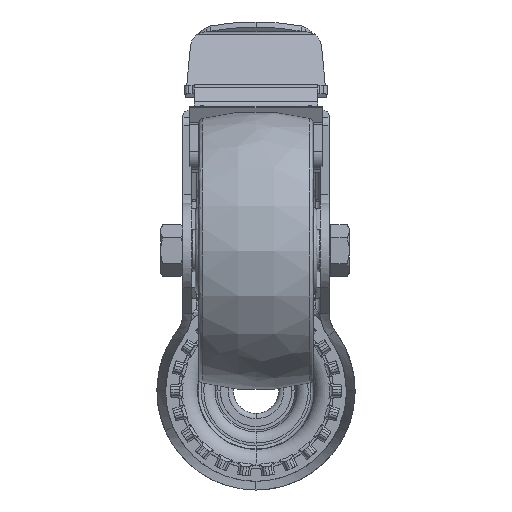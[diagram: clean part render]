
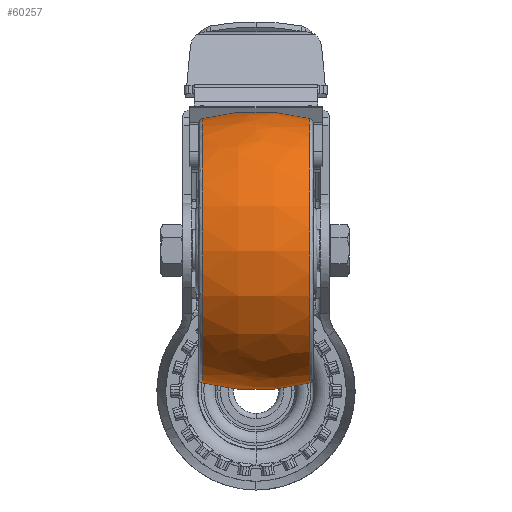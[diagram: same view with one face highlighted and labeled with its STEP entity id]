
A CAD part, front view. The second image highlights one B-rep face of the part: STEP entity #60257.
In plain terms, the highlighted free-form (B-spline) face has degree [3, 3] with [4, 4] control points.
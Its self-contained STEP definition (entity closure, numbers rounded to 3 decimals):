
#40 = CARTESIAN_POINT ( 'NONE',  ( -15.385, 0., -37.994 ) ) ;
#3132 = FACE_OUTER_BOUND ( 'NONE', #81782, .T. ) ;
#3348 = VERTEX_POINT ( 'NONE', #86075 ) ;
#6618 = CARTESIAN_POINT ( 'NONE',  ( 5.245, -81.368, -40.684 ) ) ;
#12172 = CIRCLE ( 'NONE', #31510, 37.994 ) ;
#14794 = CARTESIAN_POINT ( 'NONE',  ( 5.245, 0., 40.684 ) ) ;
#19411 = ORIENTED_EDGE ( 'NONE', *, *, #71698, .T. ) ;
#21897 = CARTESIAN_POINT ( 'NONE',  ( 15.385, 0., 37.994 ) ) ;
#22237 = ORIENTED_EDGE ( 'NONE', *, *, #59293, .T. ) ;
#22489 = ORIENTED_EDGE ( 'NONE', *, *, #61928, .F. ) ;
#22916 = CARTESIAN_POINT ( 'NONE',  ( 15.385, -75.988, -37.994 ) ) ;
#22936 = VERTEX_POINT ( 'NONE', #40 ) ;
#24129 = DIRECTION ( 'NONE',  ( -1., 0., 0. ) ) ;
#24259 = VERTEX_POINT ( 'NONE', #21897 ) ;
#24392 = DIRECTION ( 'NONE',  ( 0., 1., 0. ) ) ;
#30756 = CARTESIAN_POINT ( 'NONE',  ( -15.385, -75.988, 37.994 ) ) ;
#31093 = CARTESIAN_POINT ( 'NONE',  ( 15.385, 0., 37.994 ) ) ;
#31510 = AXIS2_PLACEMENT_3D ( 'NONE', #44047, #100554, #52216 ) ;
#36158 = DIRECTION ( 'NONE',  ( 0., -1., 0. ) ) ;
#38464 = CARTESIAN_POINT ( 'NONE',  ( -15.385, 0., -37.994 ) ) ;
#38772 = AXIS2_PLACEMENT_3D ( 'NONE', #72591, #24129, #80717 ) ;
#38809 = CARTESIAN_POINT ( 'NONE',  ( -5.245, 0., -40.684 ) ) ;
#40166 = AXIS2_PLACEMENT_3D ( 'NONE', #84651, #36158, #92744 ) ;
#44047 = CARTESIAN_POINT ( 'NONE',  ( -15.385, 0., 0. ) ) ;
#46995 = CARTESIAN_POINT ( 'NONE',  ( -5.245, -81.368, 40.684 ) ) ;
#48138 = EDGE_CURVE ( 'NONE', #61573, #24259, #54703, .T. ) ;
#52216 = DIRECTION ( 'NONE',  ( 0., 0., 1. ) ) ;
#54703 = CIRCLE ( 'NONE', #38772, 37.994 ) ;
#55154 = CARTESIAN_POINT ( 'NONE',  ( 5.245, 0., -40.684 ) ) ;
#57348 =( BOUNDED_SURFACE ( )  B_SPLINE_SURFACE ( 3, 3, ( 
 ( #38464, #79180, #30756, #87303 ),
 ( #38809, #95399, #46995, #103494 ),
 ( #55154, #6618, #63284, #14794 ),
 ( #71377, #22916, #79531, #31093 ) ),
 .UNSPECIFIED., .F., .F., .F. ) 
 B_SPLINE_SURFACE_WITH_KNOTS ( ( 4, 4 ),
 ( 4, 4 ),
 ( 0., 1. ),
 ( 0., 1. ),
 .UNSPECIFIED. ) 
 GEOMETRIC_REPRESENTATION_ITEM ( )  RATIONAL_B_SPLINE_SURFACE ( (
 ( 1., 0.333, 0.333, 1.),
 ( 0.978, 0.326, 0.326, 0.978),
 ( 0.978, 0.326, 0.326, 0.978),
 ( 1., 0.333, 0.333, 1.) ) ) 
 REPRESENTATION_ITEM ( '' )  SURFACE ( )  );
#59293 = EDGE_CURVE ( 'NONE', #3348, #22936, #12172, .T. ) ;
#60257 = ADVANCED_FACE ( 'NONE', ( #3132 ), #57348, .T. ) ;
#61573 = VERTEX_POINT ( 'NONE', #97692 ) ;
#61928 = EDGE_CURVE ( 'NONE', #3348, #24259, #68456, .T. ) ;
#63284 = CARTESIAN_POINT ( 'NONE',  ( 5.245, -81.368, 40.684 ) ) ;
#65249 = CIRCLE ( 'NONE', #40166, 60. ) ;
#68456 = CIRCLE ( 'NONE', #77823, 60. ) ;
#71377 = CARTESIAN_POINT ( 'NONE',  ( 15.385, 0., -37.994 ) ) ;
#71698 = EDGE_CURVE ( 'NONE', #22936, #61573, #65249, .T. ) ;
#72591 = CARTESIAN_POINT ( 'NONE',  ( 15.385, 0., 0. ) ) ;
#72850 = CARTESIAN_POINT ( 'NONE',  ( 0., 0., -20. ) ) ;
#77823 = AXIS2_PLACEMENT_3D ( 'NONE', #72850, #24392, #80978 ) ;
#79180 = CARTESIAN_POINT ( 'NONE',  ( -15.385, -75.988, -37.994 ) ) ;
#79531 = CARTESIAN_POINT ( 'NONE',  ( 15.385, -75.988, 37.994 ) ) ;
#80717 = DIRECTION ( 'NONE',  ( 0., 0., 1. ) ) ;
#80978 = DIRECTION ( 'NONE',  ( 0., 0., 1. ) ) ;
#81782 = EDGE_LOOP ( 'NONE', ( #22237, #19411, #89319, #22489 ) ) ;
#84651 = CARTESIAN_POINT ( 'NONE',  ( 0., 0., 20. ) ) ;
#86075 = CARTESIAN_POINT ( 'NONE',  ( -15.385, 0., 37.994 ) ) ;
#87303 = CARTESIAN_POINT ( 'NONE',  ( -15.385, 0., 37.994 ) ) ;
#89319 = ORIENTED_EDGE ( 'NONE', *, *, #48138, .T. ) ;
#92744 = DIRECTION ( 'NONE',  ( 0., 0., -1. ) ) ;
#95399 = CARTESIAN_POINT ( 'NONE',  ( -5.245, -81.368, -40.684 ) ) ;
#97692 = CARTESIAN_POINT ( 'NONE',  ( 15.385, 0., -37.994 ) ) ;
#100554 = DIRECTION ( 'NONE',  ( 1., 0., 0. ) ) ;
#103494 = CARTESIAN_POINT ( 'NONE',  ( -5.245, 0., 40.684 ) ) ;
